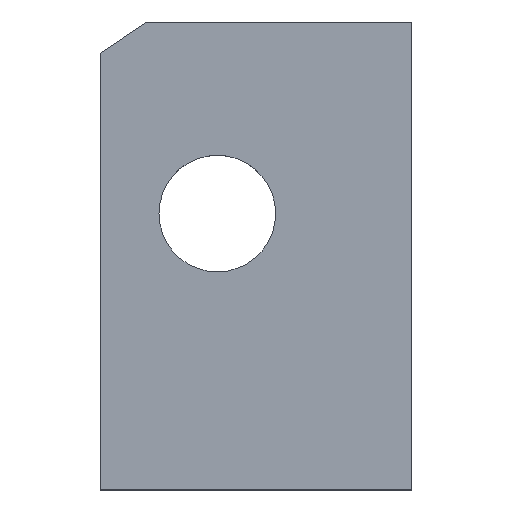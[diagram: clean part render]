
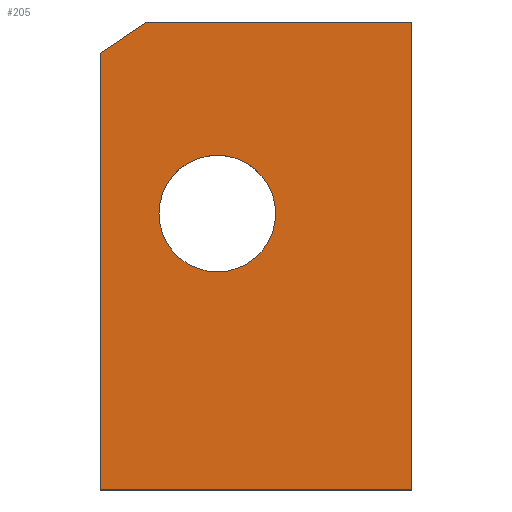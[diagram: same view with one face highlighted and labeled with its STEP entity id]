
A CAD part, top view. The second image highlights one B-rep face of the part: STEP entity #205.
In plain terms, the highlighted planar face has unit normal (0, 0, 1).
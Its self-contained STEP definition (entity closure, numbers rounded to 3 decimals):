
#54=CARTESIAN_POINT('',(-6.3,6.9,10.));
#55=DIRECTION('',(0.,0.,-1.));
#56=DIRECTION('',(-1.,0.,0.));
#57=AXIS2_PLACEMENT_3D('',#54,#55,#56);
#59=CARTESIAN_POINT('',(-6.3,6.9,10.));
#60=DIRECTION('',(0.,0.,-1.));
#61=DIRECTION('',(1.,0.,0.));
#62=AXIS2_PLACEMENT_3D('',#59,#60,#61);
#64=DIRECTION('',(-0.83,-0.557,0.));
#65=VECTOR('',#64,9.153);
#66=CARTESIAN_POINT('',(-17.8,38.1,10.));
#67=LINE('162',#66,#65);
#68=DIRECTION('',(-1.,0.,0.));
#69=VECTOR('',#68,43.2);
#70=CARTESIAN_POINT('',(25.4,38.1,10.));
#71=LINE('167',#70,#69);
#72=DIRECTION('',(0.,1.,0.));
#73=VECTOR('',#72,76.2);
#74=CARTESIAN_POINT('',(25.4,-38.1,10.));
#75=LINE('51',#74,#73);
#76=DIRECTION('',(1.,0.,0.));
#77=VECTOR('',#76,50.8);
#78=CARTESIAN_POINT('',(-25.4,-38.1,10.));
#79=LINE('50',#78,#77);
#80=DIRECTION('',(0.,-1.,0.));
#81=VECTOR('',#80,71.1);
#82=CARTESIAN_POINT('',(-25.4,33.,10.));
#83=LINE('166',#82,#81);
#110=CARTESIAN_POINT('',(-25.4,-38.1,10.));
#111=CARTESIAN_POINT('',(25.4,-38.1,10.));
#112=VERTEX_POINT('VP4',#110);
#113=VERTEX_POINT('VP5',#111);
#114=CARTESIAN_POINT('',(25.4,38.1,10.));
#115=VERTEX_POINT('VP6',#114);
#120=CARTESIAN_POINT('',(-15.8,6.9,10.));
#121=CARTESIAN_POINT('',(3.2,6.9,10.));
#122=VERTEX_POINT('VP9',#120);
#123=VERTEX_POINT('VP10',#121);
#128=CARTESIAN_POINT('',(-17.8,38.1,10.));
#129=VERTEX_POINT('VP13',#128);
#130=CARTESIAN_POINT('',(-25.4,33.,10.));
#131=VERTEX_POINT('VP14',#130);
#184=CARTESIAN_POINT('',(0.,0.,10.));
#185=DIRECTION('',(0.,0.,1.));
#186=DIRECTION('',(1.,0.,0.));
#187=AXIS2_PLACEMENT_3D('',#184,#185,#186);
#188=PLANE('48',#187);
#190=ORIENTED_EDGE('162',*,*,#189,.F.);
#192=ORIENTED_EDGE('167',*,*,#191,.F.);
#194=ORIENTED_EDGE('51',*,*,#193,.F.);
#196=ORIENTED_EDGE('50',*,*,#195,.F.);
#198=ORIENTED_EDGE('166',*,*,#197,.F.);
#199=EDGE_LOOP('48',(#190,#192,#194,#196,#198));
#200=FACE_OUTER_BOUND('48',#199,.F.);
#201=ORIENTED_EDGE('124',*,*,#164,.F.);
#202=ORIENTED_EDGE('125',*,*,#178,.F.);
#203=EDGE_LOOP('48',(#201,#202));
#204=FACE_BOUND('48',#203,.F.);
#58=CIRCLE('124',#57,9.5);
#63=CIRCLE('125',#62,9.5);
#164=EDGE_CURVE('EC124',#122,#123,#58,.T.);
#178=EDGE_CURVE('EC125',#123,#122,#63,.T.);
#189=EDGE_CURVE('EC162',#129,#131,#67,.T.);
#191=EDGE_CURVE('EC167',#115,#129,#71,.T.);
#193=EDGE_CURVE('EC51',#113,#115,#75,.T.);
#195=EDGE_CURVE('EC50',#112,#113,#79,.T.);
#197=EDGE_CURVE('EC166',#131,#112,#83,.T.);
#205=ADVANCED_FACE('AF48',(#200,#204),#188,.T.);
